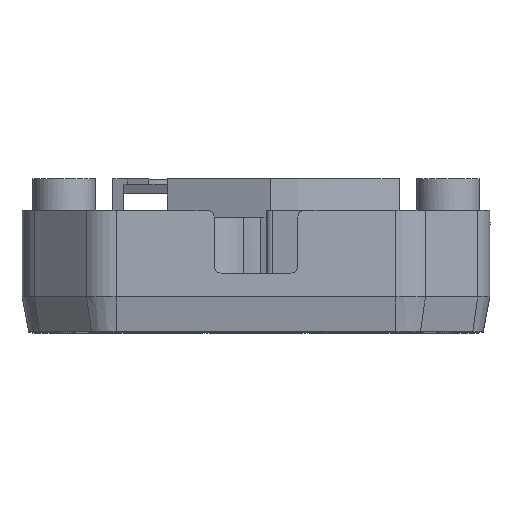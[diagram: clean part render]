
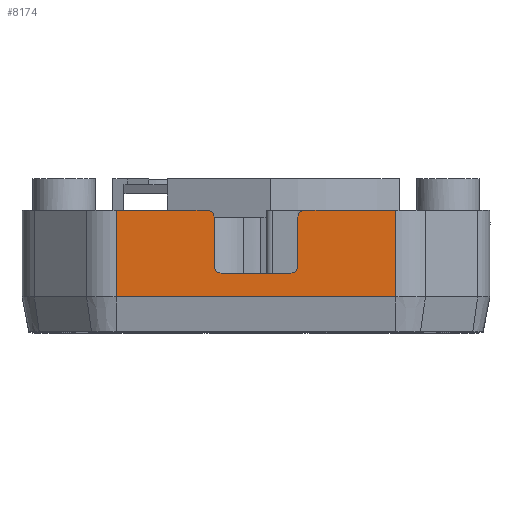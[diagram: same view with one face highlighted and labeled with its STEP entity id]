
A CAD part, top view. The second image highlights one B-rep face of the part: STEP entity #8174.
In plain terms, the highlighted planar face has unit normal (0, 0, 1).
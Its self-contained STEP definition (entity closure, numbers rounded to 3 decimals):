
#563=CIRCLE('',#8870,1.);
#568=CIRCLE('',#8878,1.);
#569=CIRCLE('',#8881,1.);
#570=CIRCLE('',#8883,1.);
#911=FACE_OUTER_BOUND('',#1387,.T.);
#1387=EDGE_LOOP('',(#6382,#6383,#6384,#6385,#6386,#6387,#6388,#6389,#6390,
#6391,#6392,#6393));
#1792=LINE('',#12394,#2588);
#1867=LINE('',#12753,#2663);
#1872=LINE('',#12790,#2668);
#2039=LINE('',#13248,#2835);
#2047=LINE('',#13271,#2843);
#2050=LINE('',#13281,#2846);
#2051=LINE('',#13282,#2847);
#2052=LINE('',#13283,#2848);
#2588=VECTOR('',#9808,10.);
#2663=VECTOR('',#10075,10.);
#2668=VECTOR('',#10104,10.);
#2835=VECTOR('',#10545,10.);
#2843=VECTOR('',#10567,10.);
#2846=VECTOR('',#10580,10.);
#2847=VECTOR('',#10581,10.);
#2848=VECTOR('',#10582,10.);
#3455=VERTEX_POINT('',#12384);
#3457=VERTEX_POINT('',#12392);
#3550=VERTEX_POINT('',#12750);
#3551=VERTEX_POINT('',#12752);
#3558=VERTEX_POINT('',#12787);
#3559=VERTEX_POINT('',#12789);
#3710=VERTEX_POINT('',#13238);
#3713=VERTEX_POINT('',#13246);
#3720=VERTEX_POINT('',#13265);
#3721=VERTEX_POINT('',#13269);
#3722=VERTEX_POINT('',#13273);
#3723=VERTEX_POINT('',#13277);
#4321=EDGE_CURVE('',#3457,#3455,#1792,.T.);
#4457=EDGE_CURVE('',#3550,#3551,#1867,.T.);
#4470=EDGE_CURVE('',#3558,#3559,#1872,.T.);
#4693=EDGE_CURVE('',#3710,#3550,#563,.T.);
#4698=EDGE_CURVE('',#3710,#3713,#2039,.T.);
#4708=EDGE_CURVE('',#3720,#3713,#568,.T.);
#4710=EDGE_CURVE('',#3720,#3721,#2047,.T.);
#4711=EDGE_CURVE('',#3722,#3721,#569,.T.);
#4713=EDGE_CURVE('',#3559,#3723,#570,.T.);
#4715=EDGE_CURVE('',#3551,#3457,#2050,.T.);
#4716=EDGE_CURVE('',#3722,#3723,#2051,.T.);
#4717=EDGE_CURVE('',#3455,#3558,#2052,.T.);
#6382=ORIENTED_EDGE('',*,*,#4321,.F.);
#6383=ORIENTED_EDGE('',*,*,#4715,.F.);
#6384=ORIENTED_EDGE('',*,*,#4457,.F.);
#6385=ORIENTED_EDGE('',*,*,#4693,.F.);
#6386=ORIENTED_EDGE('',*,*,#4698,.T.);
#6387=ORIENTED_EDGE('',*,*,#4708,.F.);
#6388=ORIENTED_EDGE('',*,*,#4710,.T.);
#6389=ORIENTED_EDGE('',*,*,#4711,.F.);
#6390=ORIENTED_EDGE('',*,*,#4716,.T.);
#6391=ORIENTED_EDGE('',*,*,#4713,.F.);
#6392=ORIENTED_EDGE('',*,*,#4470,.F.);
#6393=ORIENTED_EDGE('',*,*,#4717,.F.);
#7843=PLANE('',#8884);
#8174=ADVANCED_FACE('',(#911),#7843,.T.);
#8870=AXIS2_PLACEMENT_3D('',#13239,#10536,#10537);
#8878=AXIS2_PLACEMENT_3D('',#13267,#10562,#10563);
#8881=AXIS2_PLACEMENT_3D('',#13274,#10570,#10571);
#8883=AXIS2_PLACEMENT_3D('',#13278,#10575,#10576);
#8884=AXIS2_PLACEMENT_3D('',#13280,#10578,#10579);
#9808=DIRECTION('',(-1.,0.,0.));
#10075=DIRECTION('',(1.,0.,0.));
#10104=DIRECTION('',(1.,0.,0.));
#10536=DIRECTION('center_axis',(0.,0.,
-1.));
#10537=DIRECTION('ref_axis',(-0.707,0.707,0.));
#10545=DIRECTION('',(0.,-1.,0.));
#10562=DIRECTION('center_axis',(0.,0.,
1.));
#10563=DIRECTION('ref_axis',(0.707,-0.707,0.));
#10567=DIRECTION('',(-1.,0.,0.));
#10570=DIRECTION('center_axis',(0.,0.,
1.));
#10571=DIRECTION('ref_axis',(-0.707,-0.707,0.));
#10575=DIRECTION('center_axis',(0.,0.,
-1.));
#10576=DIRECTION('ref_axis',(0.707,0.707,0.));
#10578=DIRECTION('center_axis',(0.,0.,
1.));
#10579=DIRECTION('ref_axis',(1.,0.,0.));
#10580=DIRECTION('',(0.,-1.,0.));
#10581=DIRECTION('',(0.,1.,0.));
#10582=DIRECTION('',(0.,1.,0.));
#12384=CARTESIAN_POINT('',(-20.015,-17.,83.333));
#12392=CARTESIAN_POINT('',(20.015,-17.,83.333));
#12394=CARTESIAN_POINT('',(-11.25,-17.,83.333));
#12750=CARTESIAN_POINT('',(7.,-4.6,83.333));
#12752=CARTESIAN_POINT('',(20.015,-4.6,83.333));
#12753=CARTESIAN_POINT('',(22.5,-4.6,83.333));
#12787=CARTESIAN_POINT('',(-20.015,-4.6,83.333));
#12789=CARTESIAN_POINT('',(-7.,-4.6,83.333));
#12790=CARTESIAN_POINT('',(22.5,-4.6,83.333));
#13238=CARTESIAN_POINT('',(6.,-5.6,83.333));
#13239=CARTESIAN_POINT('Origin',(7.,-5.6,83.333));
#13246=CARTESIAN_POINT('',(6.,-12.6,83.333));
#13248=CARTESIAN_POINT('',(6.,-13.3,83.333));
#13265=CARTESIAN_POINT('',(5.,-13.6,83.333));
#13267=CARTESIAN_POINT('Origin',(5.,-12.6,83.333));
#13269=CARTESIAN_POINT('',(-5.,-13.6,83.333));
#13271=CARTESIAN_POINT('',(-11.25,-13.6,83.333));
#13273=CARTESIAN_POINT('',(-6.,-12.6,83.333));
#13274=CARTESIAN_POINT('Origin',(-5.,-12.6,83.333));
#13277=CARTESIAN_POINT('',(-6.,-5.6,83.333));
#13278=CARTESIAN_POINT('Origin',(-7.,-5.6,83.333));
#13280=CARTESIAN_POINT('Origin',(-22.5,-22.,83.333));
#13281=CARTESIAN_POINT('',(20.015,-22.,83.333));
#13282=CARTESIAN_POINT('',(-6.,-13.3,83.333));
#13283=CARTESIAN_POINT('',(-20.015,-22.,83.333));
